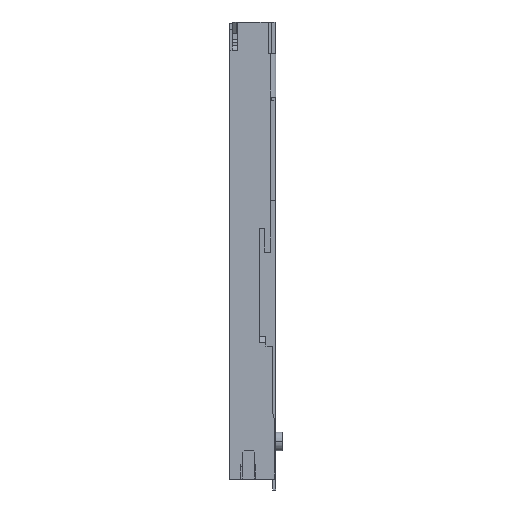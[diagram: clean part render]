
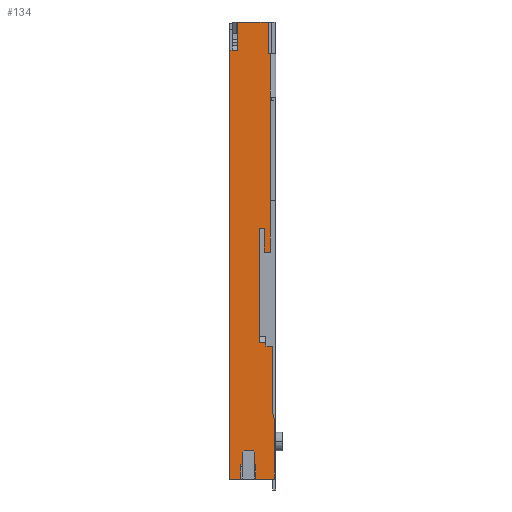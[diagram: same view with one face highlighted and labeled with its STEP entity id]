
A CAD part, left-side view. The second image highlights one B-rep face of the part: STEP entity #134.
In plain terms, the highlighted planar face has unit normal (-1, 0, 0).
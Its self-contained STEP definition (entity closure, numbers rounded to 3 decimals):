
#134=ADVANCED_FACE('',(#1004),#1005,.T.);
#1004=FACE_OUTER_BOUND('',#2613,.T.);
#1005=PLANE('',#2614);
#2613=EDGE_LOOP('',(#4937,#4938,#4939,#4940,#4941,#4942,#4943,#4944,#4945,#4946,#4947,#4948,#4949,#4950,#4951,#4952,#4953,#4954,#4955,#4956,#4957,#4958,#4959,#4960,#4961,#4962,#4963,#4964,#4965));
#2614=AXIS2_PLACEMENT_3D('',#4966,#4967,#4968);
#4937=ORIENTED_EDGE('',*,*,#11526,.T.);
#4938=ORIENTED_EDGE('',*,*,#11527,.T.);
#4939=ORIENTED_EDGE('',*,*,#11528,.T.);
#4940=ORIENTED_EDGE('',*,*,#11481,.T.);
#4941=ORIENTED_EDGE('',*,*,#11529,.T.);
#4942=ORIENTED_EDGE('',*,*,#11530,.T.);
#4943=ORIENTED_EDGE('',*,*,#11531,.T.);
#4944=ORIENTED_EDGE('',*,*,#11532,.T.);
#4945=ORIENTED_EDGE('',*,*,#11533,.T.);
#4946=ORIENTED_EDGE('',*,*,#11534,.T.);
#4947=ORIENTED_EDGE('',*,*,#11535,.T.);
#4948=ORIENTED_EDGE('',*,*,#11536,.T.);
#4949=ORIENTED_EDGE('',*,*,#11537,.T.);
#4950=ORIENTED_EDGE('',*,*,#11126,.F.);
#4951=ORIENTED_EDGE('',*,*,#11538,.F.);
#4952=ORIENTED_EDGE('',*,*,#11539,.F.);
#4953=ORIENTED_EDGE('',*,*,#11540,.F.);
#4954=ORIENTED_EDGE('',*,*,#11541,.F.);
#4955=ORIENTED_EDGE('',*,*,#11542,.T.);
#4956=ORIENTED_EDGE('',*,*,#11120,.F.);
#4957=ORIENTED_EDGE('',*,*,#11525,.T.);
#4958=ORIENTED_EDGE('',*,*,#11543,.T.);
#4959=ORIENTED_EDGE('',*,*,#11544,.T.);
#4960=ORIENTED_EDGE('',*,*,#11545,.T.);
#4961=ORIENTED_EDGE('',*,*,#11546,.T.);
#4962=ORIENTED_EDGE('',*,*,#11547,.T.);
#4963=ORIENTED_EDGE('',*,*,#11099,.F.);
#4964=ORIENTED_EDGE('',*,*,#11108,.T.);
#4965=ORIENTED_EDGE('',*,*,#11548,.T.);
#4966=CARTESIAN_POINT('',(-13.55,1.14,0.0));
#4967=DIRECTION('',(-1.0,0.0,0.0));
#4968=DIRECTION('',(0.0,0.0,1.0));
#11099=EDGE_CURVE('',#13482,#13484,#13485,.T.);
#11108=EDGE_CURVE('',#13482,#13496,#13498,.T.);
#11120=EDGE_CURVE('',#13516,#13518,#13519,.T.);
#11126=EDGE_CURVE('',#13526,#13528,#13529,.T.);
#11481=EDGE_CURVE('',#14200,#14185,#14201,.T.);
#11525=EDGE_CURVE('',#13516,#14271,#14273,.T.);
#11526=EDGE_CURVE('',#14274,#14275,#14276,.T.);
#11527=EDGE_CURVE('',#14275,#14277,#14278,.T.);
#11528=EDGE_CURVE('',#14277,#14200,#14279,.T.);
#11529=EDGE_CURVE('',#14185,#14280,#14281,.T.);
#11530=EDGE_CURVE('',#14280,#14282,#14283,.T.);
#11531=EDGE_CURVE('',#14282,#14284,#14285,.T.);
#11532=EDGE_CURVE('',#14284,#14286,#14287,.T.);
#11533=EDGE_CURVE('',#14286,#14288,#14289,.T.);
#11534=EDGE_CURVE('',#14288,#14290,#14291,.T.);
#11535=EDGE_CURVE('',#14290,#14292,#14293,.T.);
#11536=EDGE_CURVE('',#14292,#14294,#14295,.T.);
#11537=EDGE_CURVE('',#14294,#13528,#14296,.T.);
#11538=EDGE_CURVE('',#14297,#13526,#14298,.T.);
#11539=EDGE_CURVE('',#14299,#14297,#14300,.T.);
#11540=EDGE_CURVE('',#14301,#14299,#14302,.T.);
#11541=EDGE_CURVE('',#14303,#14301,#14304,.T.);
#11542=EDGE_CURVE('',#14303,#13518,#14305,.T.);
#11543=EDGE_CURVE('',#14271,#14306,#14307,.T.);
#11544=EDGE_CURVE('',#14306,#14308,#14309,.T.);
#11545=EDGE_CURVE('',#14308,#14310,#14311,.T.);
#11546=EDGE_CURVE('',#14310,#14312,#14313,.T.);
#11547=EDGE_CURVE('',#14312,#13484,#14314,.T.);
#11548=EDGE_CURVE('',#13496,#14274,#14315,.T.);
#13482=VERTEX_POINT('',#17376);
#13484=VERTEX_POINT('',#17379);
#13485=LINE('',#17380,#17381);
#13496=VERTEX_POINT('',#17399);
#13498=LINE('',#17402,#17403);
#13516=VERTEX_POINT('',#17431);
#13518=VERTEX_POINT('',#17434);
#13519=LINE('',#17435,#17436);
#13526=VERTEX_POINT('',#17447);
#13528=VERTEX_POINT('',#17450);
#13529=LINE('',#17451,#17452);
#14185=VERTEX_POINT('',#18434);
#14200=VERTEX_POINT('',#18456);
#14201=LINE('',#18457,#18458);
#14271=VERTEX_POINT('',#18566);
#14273=LINE('',#18569,#18570);
#14274=VERTEX_POINT('',#18571);
#14275=VERTEX_POINT('',#18572);
#14276=LINE('',#18573,#18574);
#14277=VERTEX_POINT('',#18575);
#14278=LINE('',#18576,#18577);
#14279=LINE('',#18578,#18579);
#14280=VERTEX_POINT('',#18580);
#14281=LINE('',#18581,#18582);
#14282=VERTEX_POINT('',#18583);
#14283=LINE('',#18584,#18585);
#14284=VERTEX_POINT('',#18586);
#14285=LINE('',#18587,#18588);
#14286=VERTEX_POINT('',#18589);
#14287=LINE('',#18590,#18591);
#14288=VERTEX_POINT('',#18592);
#14289=LINE('',#18593,#18594);
#14290=VERTEX_POINT('',#18595);
#14291=LINE('',#18596,#18597);
#14292=VERTEX_POINT('',#18598);
#14293=LINE('',#18599,#18600);
#14294=VERTEX_POINT('',#18601);
#14295=LINE('',#18602,#18603);
#14296=LINE('',#18604,#18605);
#14297=VERTEX_POINT('',#18606);
#14298=LINE('',#18607,#18608);
#14299=VERTEX_POINT('',#18609);
#14300=LINE('',#18610,#18611);
#14301=VERTEX_POINT('',#18612);
#14302=LINE('',#18613,#18614);
#14303=VERTEX_POINT('',#18615);
#14304=LINE('',#18616,#18617);
#14305=LINE('',#18618,#18619);
#14306=VERTEX_POINT('',#18620);
#14307=LINE('',#18621,#18622);
#14308=VERTEX_POINT('',#18623);
#14309=LINE('',#18624,#18625);
#14310=VERTEX_POINT('',#18626);
#14311=LINE('',#18627,#18628);
#14312=VERTEX_POINT('',#18629);
#14313=LINE('',#18630,#18631);
#14314=LINE('',#18632,#18633);
#14315=LINE('',#18634,#18635);
#17376=CARTESIAN_POINT('',(-13.55,-0.97,-20.498));
#17379=CARTESIAN_POINT('',(-13.55,-0.97,-20.7));
#17380=CARTESIAN_POINT('',(-13.55,-0.97,-20.498));
#17381=VECTOR('',#23182,0.202);
#17399=CARTESIAN_POINT('',(-13.55,-0.53,-20.498));
#17402=CARTESIAN_POINT('',(-13.55,-0.97,-20.498));
#17403=VECTOR('',#23191,0.44);
#17431=CARTESIAN_POINT('',(-13.55,-0.32,-28.3));
#17434=CARTESIAN_POINT('',(-13.55,-0.27,-28.3));
#17435=CARTESIAN_POINT('',(-13.55,-0.32,-28.3));
#17436=VECTOR('',#23210,0.05);
#17447=CARTESIAN_POINT('',(-13.55,0.53,-28.3));
#17450=CARTESIAN_POINT('',(-13.55,0.64,-28.3));
#17451=CARTESIAN_POINT('',(-13.55,0.53,-28.3));
#17452=VECTOR('',#23216,0.11);
#18434=CARTESIAN_POINT('',(-13.55,-1.26,-4.8));
#18456=CARTESIAN_POINT('',(-13.55,-1.26,-14.7));
#18457=CARTESIAN_POINT('',(-13.55,-1.26,-14.7));
#18458=VECTOR('',#23613,9.9);
#18566=CARTESIAN_POINT('',(-13.55,-0.32,-29.2));
#18569=CARTESIAN_POINT('',(-13.55,-0.32,-28.3));
#18570=VECTOR('',#23665,0.9);
#18571=CARTESIAN_POINT('',(-13.55,-0.53,-13.2));
#18572=CARTESIAN_POINT('',(-13.55,-0.86,-13.2));
#18573=CARTESIAN_POINT('',(-13.55,-0.53,-13.2));
#18574=VECTOR('',#23666,0.33);
#18575=CARTESIAN_POINT('',(-13.55,-0.86,-14.7));
#18576=CARTESIAN_POINT('',(-13.55,-0.86,-13.2));
#18577=VECTOR('',#23667,1.5);
#18578=CARTESIAN_POINT('',(-13.55,-0.86,-14.7));
#18579=VECTOR('',#23668,0.4);
#18580=CARTESIAN_POINT('',(-13.55,-1.26,-2.0));
#18581=CARTESIAN_POINT('',(-13.55,-1.26,-4.8));
#18582=VECTOR('',#23669,2.8);
#18583=CARTESIAN_POINT('',(-13.55,-1.11,-2.0));
#18584=CARTESIAN_POINT('',(-13.55,-1.26,-2.0));
#18585=VECTOR('',#23670,0.15);
#18586=CARTESIAN_POINT('',(-13.55,-1.11,0.0));
#18587=CARTESIAN_POINT('',(-13.55,-1.11,-2.0));
#18588=VECTOR('',#23671,2.0);
#18589=CARTESIAN_POINT('',(-13.55,0.84,0.0));
#18590=CARTESIAN_POINT('',(-13.55,-1.11,0.0));
#18591=VECTOR('',#23672,1.95);
#18592=CARTESIAN_POINT('',(-13.55,0.84,-1.8));
#18593=CARTESIAN_POINT('',(-13.55,0.84,0.0));
#18594=VECTOR('',#23673,1.8);
#18595=CARTESIAN_POINT('',(-13.55,1.34,-1.8));
#18596=CARTESIAN_POINT('',(-13.55,0.84,-1.8));
#18597=VECTOR('',#23674,0.5);
#18598=CARTESIAN_POINT('',(-13.55,1.34,-29.2));
#18599=CARTESIAN_POINT('',(-13.55,1.34,-1.8));
#18600=VECTOR('',#23675,27.4);
#18601=CARTESIAN_POINT('',(-13.55,0.64,-29.2));
#18602=CARTESIAN_POINT('',(-13.55,1.34,-29.2));
#18603=VECTOR('',#23676,0.7);
#18604=CARTESIAN_POINT('',(-13.55,0.64,-29.2));
#18605=VECTOR('',#23677,0.9);
#18606=CARTESIAN_POINT('',(-13.55,0.53,-27.5));
#18607=CARTESIAN_POINT('',(-13.55,0.53,-27.5));
#18608=VECTOR('',#23678,0.8);
#18609=CARTESIAN_POINT('',(-13.55,0.43,-27.4));
#18610=CARTESIAN_POINT('',(-13.55,0.43,-27.4));
#18611=VECTOR('',#23679,0.141);
#18612=CARTESIAN_POINT('',(-13.55,-0.17,-27.4));
#18613=CARTESIAN_POINT('',(-13.55,-0.17,-27.4));
#18614=VECTOR('',#23680,0.6);
#18615=CARTESIAN_POINT('',(-13.55,-0.27,-27.5));
#18616=CARTESIAN_POINT('',(-13.55,-0.27,-27.5));
#18617=VECTOR('',#23681,0.141);
#18618=CARTESIAN_POINT('',(-13.55,-0.27,-27.5));
#18619=VECTOR('',#23682,0.8);
#18620=CARTESIAN_POINT('',(-13.55,-1.51,-29.2));
#18621=CARTESIAN_POINT('',(-13.55,-0.32,-29.2));
#18622=VECTOR('',#23683,1.19);
#18623=CARTESIAN_POINT('',(-13.55,-1.51,-25.4));
#18624=CARTESIAN_POINT('',(-13.55,-1.51,-29.2));
#18625=VECTOR('',#23684,3.8);
#18626=CARTESIAN_POINT('',(-13.55,-1.41,-25.0));
#18627=CARTESIAN_POINT('',(-13.55,-1.51,-25.4));
#18628=VECTOR('',#23685,0.412);
#18629=CARTESIAN_POINT('',(-13.55,-1.41,-20.7));
#18630=CARTESIAN_POINT('',(-13.55,-1.41,-25.0));
#18631=VECTOR('',#23686,4.3);
#18632=CARTESIAN_POINT('',(-13.55,-1.41,-20.7));
#18633=VECTOR('',#23687,0.44);
#18634=CARTESIAN_POINT('',(-13.55,-0.53,-20.498));
#18635=VECTOR('',#23688,7.298);
#23182=DIRECTION('',(0.0,0.0,-1.0));
#23191=DIRECTION('',(0.0,1.0,0.));
#23210=DIRECTION('',(0.0,1.0,0.0));
#23216=DIRECTION('',(0.0,1.0,0.0));
#23613=DIRECTION('',(0.0,0.0,1.0));
#23665=DIRECTION('',(0.0,0.0,-1.0));
#23666=DIRECTION('',(0.0,-1.0,0.0));
#23667=DIRECTION('',(0.0,0.0,-1.0));
#23668=DIRECTION('',(0.0,-1.0,0.0));
#23669=DIRECTION('',(0.0,0.0,1.0));
#23670=DIRECTION('',(0.0,1.0,0.0));
#23671=DIRECTION('',(0.0,0.0,1.0));
#23672=DIRECTION('',(0.0,1.0,0.0));
#23673=DIRECTION('',(0.0,0.0,-1.0));
#23674=DIRECTION('',(0.0,1.0,0.0));
#23675=DIRECTION('',(0.0,0.0,-1.0));
#23676=DIRECTION('',(0.0,-1.0,0.0));
#23677=DIRECTION('',(0.0,0.0,1.0));
#23678=DIRECTION('',(0.0,0.0,-1.0));
#23679=DIRECTION('',(0.0,0.707,-0.707));
#23680=DIRECTION('',(0.0,1.0,0.));
#23681=DIRECTION('',(0.0,0.707,0.707));
#23682=DIRECTION('',(0.0,0.0,-1.0));
#23683=DIRECTION('',(0.0,-1.0,0.0));
#23684=DIRECTION('',(0.0,0.0,1.0));
#23685=DIRECTION('',(0.0,0.243,0.97));
#23686=DIRECTION('',(0.0,0.0,1.0));
#23687=DIRECTION('',(0.0,1.0,0.0));
#23688=DIRECTION('',(0.0,0.0,1.0));
